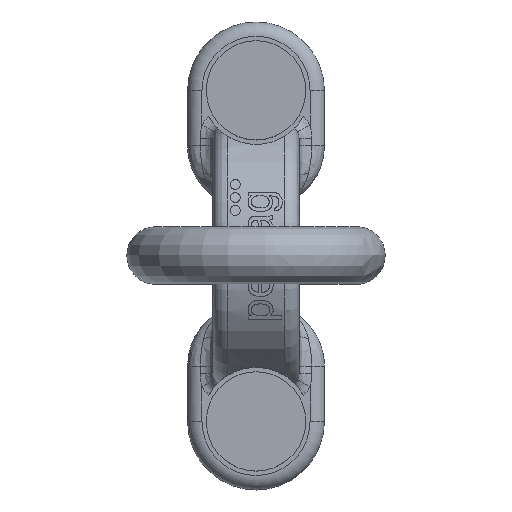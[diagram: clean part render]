
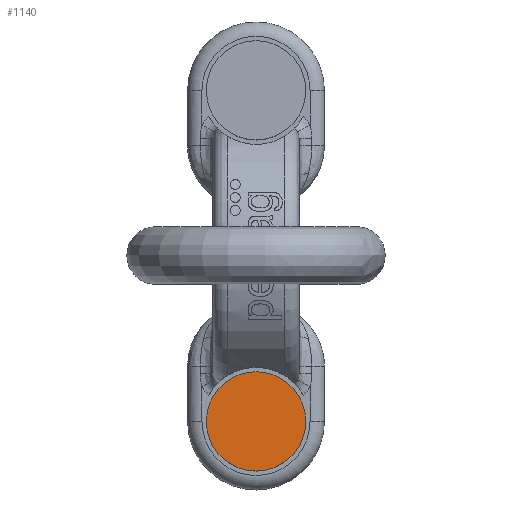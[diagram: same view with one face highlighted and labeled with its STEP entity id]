
A CAD part, top view. The second image highlights one B-rep face of the part: STEP entity #1140.
In plain terms, the highlighted planar face has unit normal (0, 0, 1).
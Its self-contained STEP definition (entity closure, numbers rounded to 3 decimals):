
#793=PLANE('',#3705);
#974=FACE_OUTER_BOUND('',#1727,.T.);
#1140=ADVANCED_FACE('',(#974),#793,.F.);
#1727=EDGE_LOOP('',(#2821));
#2027=CIRCLE('',#3702,22.5);
#2821=ORIENTED_EDGE('',*,*,#3489,.F.);
#3089=VERTEX_POINT('',#7878);
#3489=EDGE_CURVE('',#3089,#3089,#2027,.T.);
#3702=AXIS2_PLACEMENT_3D('',#7877,#4259,#4260);
#3705=AXIS2_PLACEMENT_3D('',#7882,#4265,#4266);
#4259=DIRECTION('',(0.,0.,-1.));
#4260=DIRECTION('',(0.,-1.,0.));
#4265=DIRECTION('',(0.,0.,-1.));
#4266=DIRECTION('',(-1.,0.,0.));
#7877=CARTESIAN_POINT('',(0.,-75.,47.5));
#7878=CARTESIAN_POINT('',(0.,-97.5,47.5));
#7882=CARTESIAN_POINT('',(0.,-75.,47.5));
